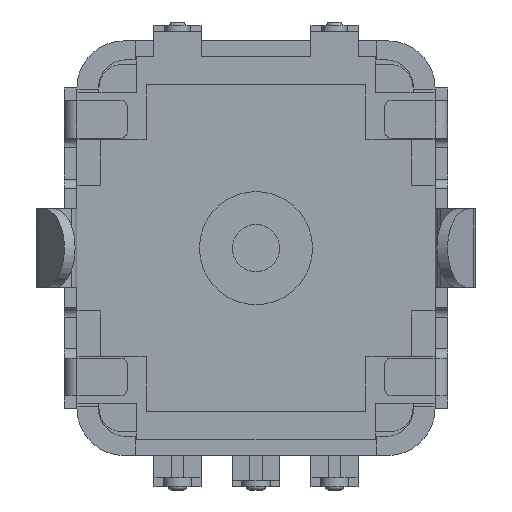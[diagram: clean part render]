
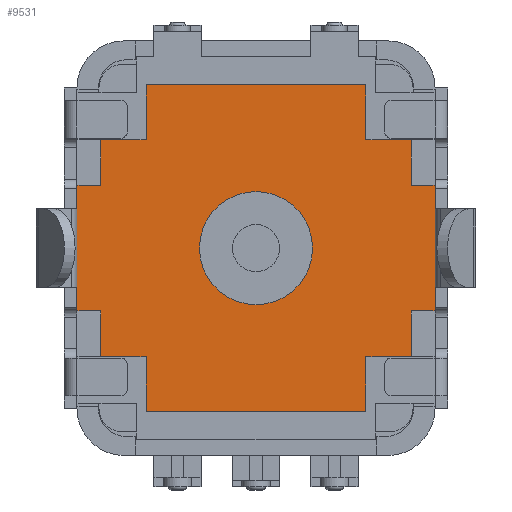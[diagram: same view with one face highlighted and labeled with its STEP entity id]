
A CAD part, front view. The second image highlights one B-rep face of the part: STEP entity #9531.
In plain terms, the highlighted planar face has unit normal (0, -1, 0).
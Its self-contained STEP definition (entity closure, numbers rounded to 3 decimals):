
#142=DIRECTION('',(0.,0.,-1.));
#143=VECTOR('',#142,2.5);
#144=CARTESIAN_POINT('',(-5.7,-5.1,1.25));
#145=LINE('',#144,#143);
#146=DIRECTION('',(0.,0.,-1.));
#147=VECTOR('',#146,0.75);
#148=CARTESIAN_POINT('',(5.7,-5.1,-1.25));
#149=LINE('',#148,#147);
#150=DIRECTION('',(-1.,0.,0.));
#151=VECTOR('',#150,0.75);
#152=CARTESIAN_POINT('',(5.7,-5.1,-2.));
#153=LINE('',#152,#151);
#154=DIRECTION('',(0.,0.,-1.));
#155=VECTOR('',#154,1.45);
#156=CARTESIAN_POINT('',(4.95,-5.1,-2.));
#157=LINE('',#156,#155);
#158=DIRECTION('',(-1.,0.,0.));
#159=VECTOR('',#158,1.45);
#160=CARTESIAN_POINT('',(-3.5,-5.1,-3.45));
#161=LINE('',#160,#159);
#162=DIRECTION('',(0.,0.,1.));
#163=VECTOR('',#162,1.45);
#164=CARTESIAN_POINT('',(-4.95,-5.1,-3.45));
#165=LINE('',#164,#163);
#166=DIRECTION('',(-1.,0.,0.));
#167=VECTOR('',#166,0.75);
#168=CARTESIAN_POINT('',(-4.95,-5.1,-2.));
#169=LINE('',#168,#167);
#170=DIRECTION('',(0.,0.,1.));
#171=VECTOR('',#170,0.75);
#172=CARTESIAN_POINT('',(-5.7,-5.1,-2.));
#173=LINE('',#172,#171);
#174=DIRECTION('',(0.,0.,1.));
#175=VECTOR('',#174,0.75);
#176=CARTESIAN_POINT('',(-5.7,-5.1,1.25));
#177=LINE('',#176,#175);
#178=DIRECTION('',(1.,0.,0.));
#179=VECTOR('',#178,0.75);
#180=CARTESIAN_POINT('',(-5.7,-5.1,2.));
#181=LINE('',#180,#179);
#182=DIRECTION('',(0.,0.,1.));
#183=VECTOR('',#182,1.45);
#184=CARTESIAN_POINT('',(-4.95,-5.1,2.));
#185=LINE('',#184,#183);
#186=DIRECTION('',(1.,0.,0.));
#187=VECTOR('',#186,1.45);
#188=CARTESIAN_POINT('',(3.5,-5.1,3.45));
#189=LINE('',#188,#187);
#190=DIRECTION('',(0.,0.,-1.));
#191=VECTOR('',#190,1.45);
#192=CARTESIAN_POINT('',(4.95,-5.1,3.45));
#193=LINE('',#192,#191);
#194=DIRECTION('',(1.,0.,0.));
#195=VECTOR('',#194,0.75);
#196=CARTESIAN_POINT('',(4.95,-5.1,2.));
#197=LINE('',#196,#195);
#198=DIRECTION('',(0.,0.,-1.));
#199=VECTOR('',#198,0.75);
#200=CARTESIAN_POINT('',(5.7,-5.1,2.));
#201=LINE('',#200,#199);
#202=DIRECTION('',(0.,0.,-1.));
#203=VECTOR('',#202,2.5);
#204=CARTESIAN_POINT('',(5.7,-5.1,1.25));
#205=LINE('',#204,#203);
#206=CARTESIAN_POINT('',(0.,-5.1,0.));
#207=DIRECTION('',(0.,-1.,0.));
#208=DIRECTION('',(1.,0.,0.));
#209=AXIS2_PLACEMENT_3D('',#206,#207,#208);
#211=CARTESIAN_POINT('',(0.,-5.1,0.));
#212=DIRECTION('',(0.,-1.,0.));
#213=DIRECTION('',(-1.,0.,0.));
#214=AXIS2_PLACEMENT_3D('',#211,#212,#213);
#421=DIRECTION('',(0.,0.,1.));
#422=VECTOR('',#421,1.75);
#423=CARTESIAN_POINT('',(3.5,-5.1,3.45));
#424=LINE('',#423,#422);
#429=DIRECTION('',(-1.,0.,0.));
#430=VECTOR('',#429,7.);
#431=CARTESIAN_POINT('',(3.5,-5.1,5.2));
#432=LINE('',#431,#430);
#437=DIRECTION('',(0.,0.,-1.));
#438=VECTOR('',#437,1.75);
#439=CARTESIAN_POINT('',(-3.5,-5.1,5.2));
#440=LINE('',#439,#438);
#445=DIRECTION('',(-1.,0.,0.));
#446=VECTOR('',#445,1.45);
#447=CARTESIAN_POINT('',(-3.5,-5.1,3.45));
#448=LINE('',#447,#446);
#989=DIRECTION('',(0.,0.,-1.));
#990=VECTOR('',#989,1.75);
#991=CARTESIAN_POINT('',(-3.5,-5.1,-3.45));
#992=LINE('',#991,#990);
#997=DIRECTION('',(1.,0.,0.));
#998=VECTOR('',#997,7.);
#999=CARTESIAN_POINT('',(-3.5,-5.1,-5.2));
#1000=LINE('',#999,#998);
#1005=DIRECTION('',(0.,0.,1.));
#1006=VECTOR('',#1005,1.75);
#1007=CARTESIAN_POINT('',(3.5,-5.1,-5.2));
#1008=LINE('',#1007,#1006);
#1013=DIRECTION('',(1.,0.,0.));
#1014=VECTOR('',#1013,1.45);
#1015=CARTESIAN_POINT('',(3.5,-5.1,-3.45));
#1016=LINE('',#1015,#1014);
#8212=CARTESIAN_POINT('',(-5.7,-5.1,-1.25));
#8213=VERTEX_POINT('',#8212);
#8236=CARTESIAN_POINT('',(-5.7,-5.1,1.25));
#8237=VERTEX_POINT('',#8236);
#8479=CARTESIAN_POINT('',(5.7,-5.1,1.25));
#8481=VERTEX_POINT('',#8479);
#8482=CARTESIAN_POINT('',(5.7,-5.1,2.));
#8483=VERTEX_POINT('',#8482);
#8498=CARTESIAN_POINT('',(5.7,-5.1,-1.25));
#8500=VERTEX_POINT('',#8498);
#8510=CARTESIAN_POINT('',(5.7,-5.1,-2.));
#8511=VERTEX_POINT('',#8510);
#8662=CARTESIAN_POINT('',(4.95,-5.1,-2.));
#8663=VERTEX_POINT('',#8662);
#8664=CARTESIAN_POINT('',(4.95,-5.1,-3.45));
#8665=VERTEX_POINT('',#8664);
#8666=CARTESIAN_POINT('',(3.5,-5.1,-3.45));
#8667=VERTEX_POINT('',#8666);
#8668=CARTESIAN_POINT('',(3.5,-5.1,-5.2));
#8669=VERTEX_POINT('',#8668);
#8670=CARTESIAN_POINT('',(-3.5,-5.1,-5.2));
#8671=VERTEX_POINT('',#8670);
#8672=CARTESIAN_POINT('',(-3.5,-5.1,-3.45));
#8673=VERTEX_POINT('',#8672);
#8674=CARTESIAN_POINT('',(-4.95,-5.1,-3.45));
#8675=VERTEX_POINT('',#8674);
#8676=CARTESIAN_POINT('',(-4.95,-5.1,-2.));
#8677=VERTEX_POINT('',#8676);
#8678=CARTESIAN_POINT('',(-5.7,-5.1,-2.));
#8679=VERTEX_POINT('',#8678);
#8680=CARTESIAN_POINT('',(-5.7,-5.1,2.));
#8681=VERTEX_POINT('',#8680);
#8682=CARTESIAN_POINT('',(-4.95,-5.1,2.));
#8683=VERTEX_POINT('',#8682);
#8684=CARTESIAN_POINT('',(-4.95,-5.1,3.45));
#8685=VERTEX_POINT('',#8684);
#8686=CARTESIAN_POINT('',(-3.5,-5.1,3.45));
#8687=VERTEX_POINT('',#8686);
#8688=CARTESIAN_POINT('',(-3.5,-5.1,5.2));
#8689=VERTEX_POINT('',#8688);
#8690=CARTESIAN_POINT('',(3.5,-5.1,5.2));
#8691=VERTEX_POINT('',#8690);
#8692=CARTESIAN_POINT('',(3.5,-5.1,3.45));
#8693=VERTEX_POINT('',#8692);
#8694=CARTESIAN_POINT('',(4.95,-5.1,3.45));
#8695=VERTEX_POINT('',#8694);
#8696=CARTESIAN_POINT('',(4.95,-5.1,2.));
#8697=VERTEX_POINT('',#8696);
#8698=CARTESIAN_POINT('',(1.8,-5.1,0.));
#8699=CARTESIAN_POINT('',(-1.8,-5.1,0.));
#8700=VERTEX_POINT('',#8698);
#8701=VERTEX_POINT('',#8699);
#9471=CARTESIAN_POINT('',(0.,-5.1,0.));
#9472=DIRECTION('',(0.,-1.,0.));
#9473=DIRECTION('',(-1.,0.,0.));
#9474=AXIS2_PLACEMENT_3D('',#9471,#9472,#9473);
#9475=PLANE('',#9474);
#9477=ORIENTED_EDGE('',*,*,#9476,.T.);
#9479=ORIENTED_EDGE('',*,*,#9478,.T.);
#9481=ORIENTED_EDGE('',*,*,#9480,.T.);
#9483=ORIENTED_EDGE('',*,*,#9482,.F.);
#9485=ORIENTED_EDGE('',*,*,#9484,.F.);
#9487=ORIENTED_EDGE('',*,*,#9486,.F.);
#9489=ORIENTED_EDGE('',*,*,#9488,.F.);
#9491=ORIENTED_EDGE('',*,*,#9490,.T.);
#9493=ORIENTED_EDGE('',*,*,#9492,.T.);
#9495=ORIENTED_EDGE('',*,*,#9494,.T.);
#9497=ORIENTED_EDGE('',*,*,#9496,.T.);
#9498=ORIENTED_EDGE('',*,*,#9464,.F.);
#9500=ORIENTED_EDGE('',*,*,#9499,.T.);
#9502=ORIENTED_EDGE('',*,*,#9501,.T.);
#9504=ORIENTED_EDGE('',*,*,#9503,.T.);
#9506=ORIENTED_EDGE('',*,*,#9505,.F.);
#9508=ORIENTED_EDGE('',*,*,#9507,.F.);
#9510=ORIENTED_EDGE('',*,*,#9509,.F.);
#9512=ORIENTED_EDGE('',*,*,#9511,.F.);
#9514=ORIENTED_EDGE('',*,*,#9513,.T.);
#9516=ORIENTED_EDGE('',*,*,#9515,.T.);
#9518=ORIENTED_EDGE('',*,*,#9517,.T.);
#9520=ORIENTED_EDGE('',*,*,#9519,.T.);
#9522=ORIENTED_EDGE('',*,*,#9521,.T.);
#9523=EDGE_LOOP('',(#9477,#9479,#9481,#9483,#9485,#9487,#9489,#9491,#9493,#9495,
#9497,#9498,#9500,#9502,#9504,#9506,#9508,#9510,#9512,#9514,#9516,#9518,#9520,
#9522));
#9524=FACE_OUTER_BOUND('',#9523,.F.);
#9526=ORIENTED_EDGE('',*,*,#9525,.T.);
#9528=ORIENTED_EDGE('',*,*,#9527,.T.);
#9529=EDGE_LOOP('',(#9526,#9528));
#9530=FACE_BOUND('',#9529,.F.);
#9531=ADVANCED_FACE('',(#9524,#9530),#9475,.T.);
#210=CIRCLE('',#209,1.8);
#215=CIRCLE('',#214,1.8);
#9464=EDGE_CURVE('',#8237,#8213,#145,.T.);
#9476=EDGE_CURVE('',#8500,#8511,#149,.T.);
#9478=EDGE_CURVE('',#8511,#8663,#153,.T.);
#9480=EDGE_CURVE('',#8663,#8665,#157,.T.);
#9482=EDGE_CURVE('',#8667,#8665,#1016,.T.);
#9484=EDGE_CURVE('',#8669,#8667,#1008,.T.);
#9486=EDGE_CURVE('',#8671,#8669,#1000,.T.);
#9488=EDGE_CURVE('',#8673,#8671,#992,.T.);
#9490=EDGE_CURVE('',#8673,#8675,#161,.T.);
#9492=EDGE_CURVE('',#8675,#8677,#165,.T.);
#9494=EDGE_CURVE('',#8677,#8679,#169,.T.);
#9496=EDGE_CURVE('',#8679,#8213,#173,.T.);
#9499=EDGE_CURVE('',#8237,#8681,#177,.T.);
#9501=EDGE_CURVE('',#8681,#8683,#181,.T.);
#9503=EDGE_CURVE('',#8683,#8685,#185,.T.);
#9505=EDGE_CURVE('',#8687,#8685,#448,.T.);
#9507=EDGE_CURVE('',#8689,#8687,#440,.T.);
#9509=EDGE_CURVE('',#8691,#8689,#432,.T.);
#9511=EDGE_CURVE('',#8693,#8691,#424,.T.);
#9513=EDGE_CURVE('',#8693,#8695,#189,.T.);
#9515=EDGE_CURVE('',#8695,#8697,#193,.T.);
#9517=EDGE_CURVE('',#8697,#8483,#197,.T.);
#9519=EDGE_CURVE('',#8483,#8481,#201,.T.);
#9521=EDGE_CURVE('',#8481,#8500,#205,.T.);
#9525=EDGE_CURVE('',#8700,#8701,#210,.T.);
#9527=EDGE_CURVE('',#8701,#8700,#215,.T.);
